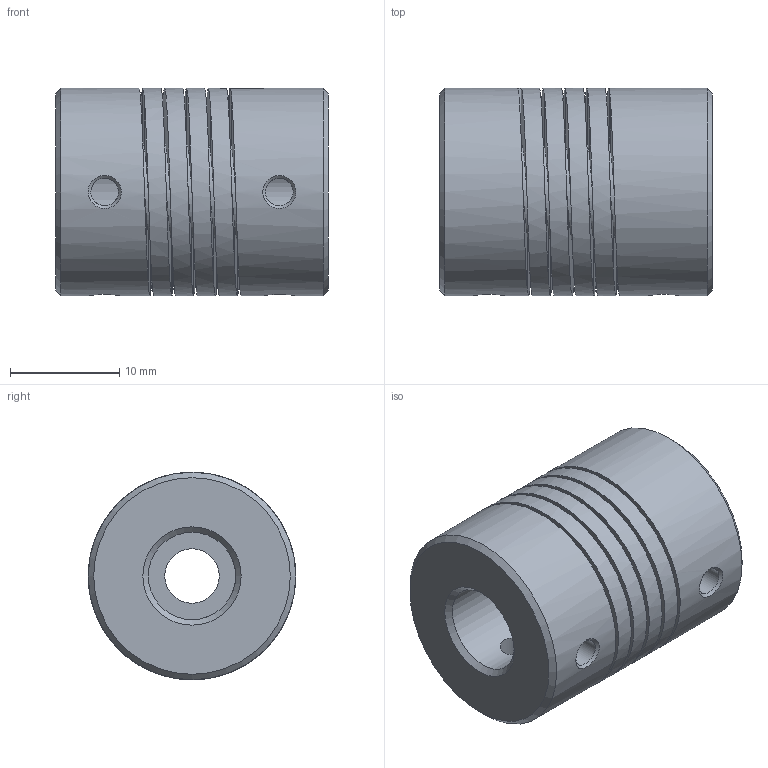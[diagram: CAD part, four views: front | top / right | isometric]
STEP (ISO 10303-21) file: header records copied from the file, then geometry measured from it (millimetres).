
FILE_DESCRIPTION(/* description */ (''),/* implementation_level */ '2;1');
FILE_NAME(/* name */ 'Flexible Shaft Coupler 5x8mm.step',/* time_stamp */ '2025-11-28T12:37:55+07:00',/* author */ (''),/* organization */ (''),/* preprocessor_version */ 'ST-DEVELOPER v20.1',/* originating_system */ 'Autodesk Translation Framework v14.21.0.0',/* authorisation */ '');
FILE_SCHEMA (('AUTOMOTIVE_DESIGN { 1 0 10303 214 3 1 1 }'));
Length unit declared in the file: millimetre
Products named in the file (1): Flexible Shaft Coupler 5x8mm
Bounding box: 25 x 19 x 19 mm (x, y, z)
Volume: 5528.9 mm3; surface area: 4836.7 mm2
Topology: 1 solids, 1 shells, 151 faces, 460 edges, 308 vertices
Faces by surface type: bspline 131, cylinder 11, plane 5, cone 4
Full cylindrical faces by diameter (mm): 2.529 x2, 5 x1, 8 x1, 19 x5
Entity records: 10014 total; most frequent: CARTESIAN_POINT 7041, ORIENTED_EDGE 920, EDGE_CURVE 460, B_SPLINE_CURVE_WITH_KNOTS 417, VERTEX_POINT 308, EDGE_LOOP 158, FACE_OUTER_BOUND 151, ADVANCED_FACE 151
